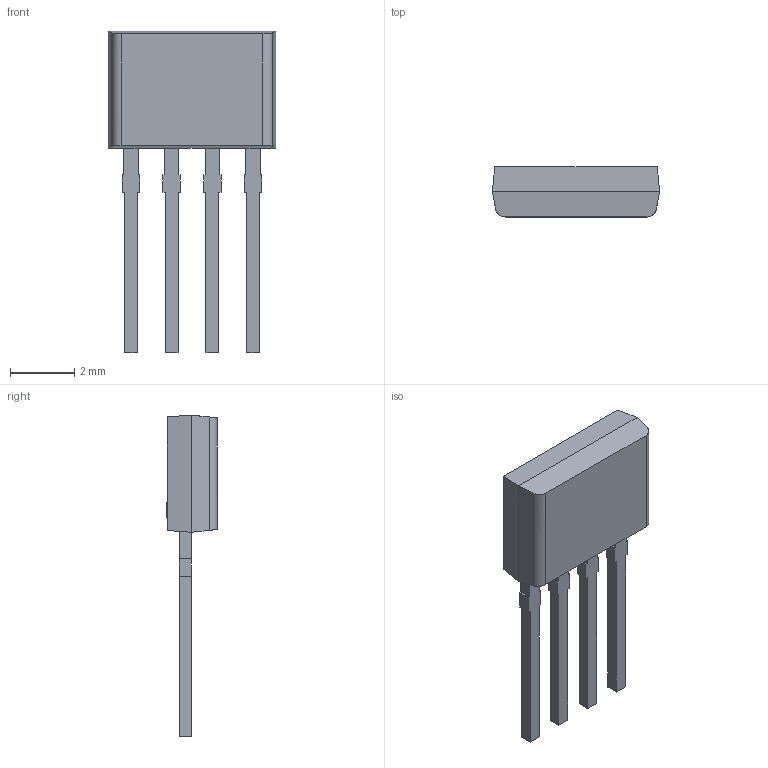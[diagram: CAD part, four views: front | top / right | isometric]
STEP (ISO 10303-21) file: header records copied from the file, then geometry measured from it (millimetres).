
FILE_DESCRIPTION((''),'2;1');
FILE_NAME('SIP-4_L5L','2022-07-07T10:51:11',('win10'),(''),'CREO PARAMETRIC BY PTC INC, 2020033','CREO PARAMETRIC BY PTC INC, 2020033','');
FILE_SCHEMA(('CONFIG_CONTROL_DESIGN','GEOMETRIC_VALIDATION_PROPERTIES_MIM'));
Length unit declared in the file: millimetre
Products named in the file (1): SIP-4_L5L
Bounding box: 5.22 x 1.56 x 10.03 mm (x, y, z)
Volume: 32.5 mm3; surface area: 102.9 mm2
Topology: 1 solids, 1 shells, 216 faces, 573 edges, 378 vertices
Faces by surface type: plane 139, extrusion 73, cylinder 4
Entity records: 8952 total; most frequent: CARTESIAN_POINT 2054, ORIENTED_EDGE 1146, DIRECTION 786, EDGE_CURVE 573, VECTOR 492, LINE 419, VERTEX_POINT 378, PRESENTATION_STYLE_ASSIGNMENT 289
